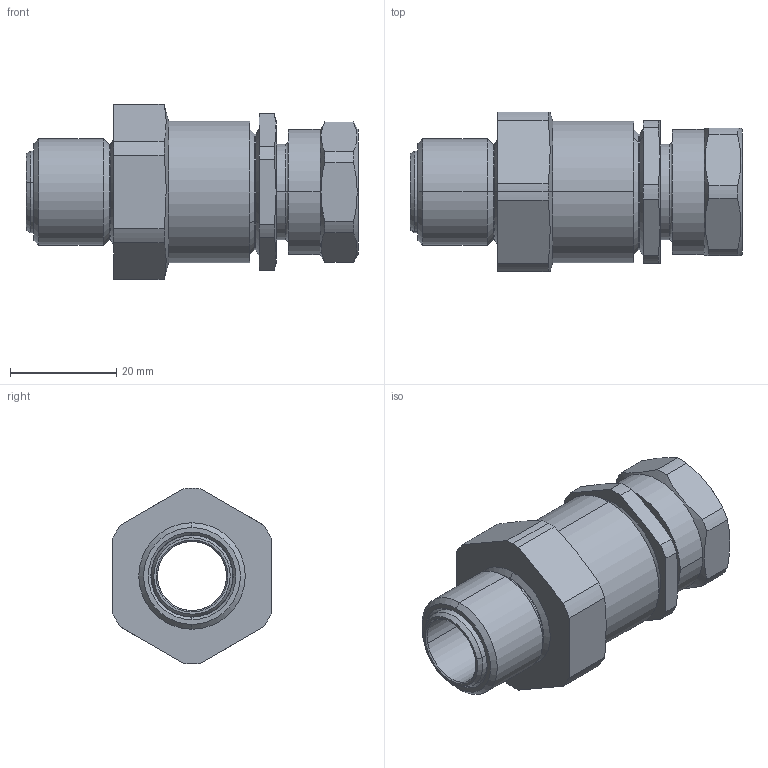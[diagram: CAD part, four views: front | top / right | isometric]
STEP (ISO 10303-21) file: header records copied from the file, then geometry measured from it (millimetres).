
FILE_DESCRIPTION (( 'STEP AP203' ), '1' );
FILE_NAME ('20PXRC1RA.STEP', '2016-09-22T08:55:03', ( '' ), ( '' ), 'SwSTEP 2.0', 'SolidWorks 2014', '' );
FILE_SCHEMA (( 'CONFIG_CONTROL_DESIGN' ));
Length unit declared in the file: millimetre
Products named in the file (1): 20PXRC1RA
Bounding box: 62.4 x 30 x 33 mm (x, y, z)
Volume: 20268.5 mm3; surface area: 18306 mm2
Topology: 6 solids, 6 shells, 158 faces, 354 edges, 219 vertices
Faces by surface type: cylinder 69, cone 44, plane 41, torus 4
Entity records: 4618 total; most frequent: CARTESIAN_POINT 914, DIRECTION 821, ORIENTED_EDGE 708, EDGE_CURVE 354, AXIS2_PLACEMENT_3D 342, VERTEX_POINT 219, CIRCLE 183, EDGE_LOOP 181
